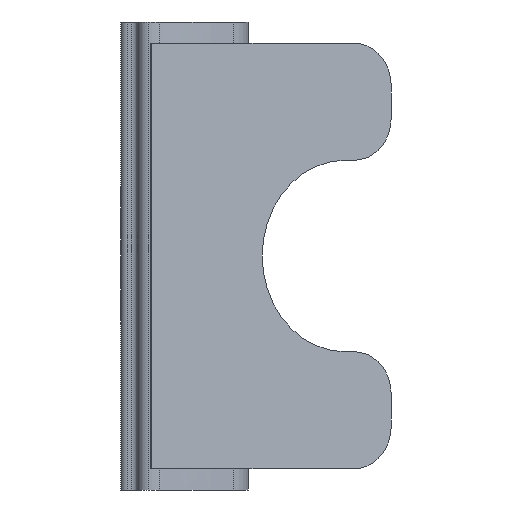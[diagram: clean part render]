
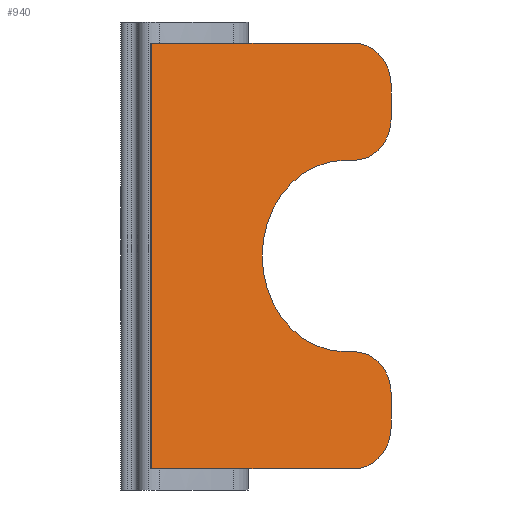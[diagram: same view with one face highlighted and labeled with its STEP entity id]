
A CAD part, left-side view. The second image highlights one B-rep face of the part: STEP entity #940.
In plain terms, the highlighted planar face has unit normal (-0.866, -0.5, 0).
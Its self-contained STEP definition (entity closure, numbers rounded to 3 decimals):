
#15 = VECTOR ( 'NONE', #696, 1000. ) ;
#21 = EDGE_CURVE ( 'NONE', #121, #165, #708, .T. ) ;
#38 = CARTESIAN_POINT ( 'NONE',  ( 0., -12.708, -10. ) ) ;
#40 = AXIS2_PLACEMENT_3D ( 'NONE', #1246, #1166, #1053 ) ;
#53 = DIRECTION ( 'NONE',  ( 0., 0., 1. ) ) ;
#78 = CARTESIAN_POINT ( 'NONE',  ( -1.25, -10.543, 4.5 ) ) ;
#81 = EDGE_CURVE ( 'NONE', #926, #531, #184, .T. ) ;
#83 = CARTESIAN_POINT ( 'NONE',  ( -6.5, -1.45, 10. ) ) ;
#89 = DIRECTION ( 'NONE',  ( 0.5, -0.866, 0. ) ) ;
#95 = CARTESIAN_POINT ( 'NONE',  ( -1., -10.976, 8. ) ) ;
#96 = VECTOR ( 'NONE', #727, 1000. ) ;
#103 = CARTESIAN_POINT ( 'NONE',  ( -1.25, -10.543, 0. ) ) ;
#110 = DIRECTION ( 'NONE',  ( -0.866, -0.5, 0. ) ) ;
#115 = DIRECTION ( 'NONE',  ( 0.5, -0.866, 0. ) ) ;
#121 = VERTEX_POINT ( 'NONE', #1272 ) ;
#133 = CARTESIAN_POINT ( 'NONE',  ( -1., -10.976, 10. ) ) ;
#142 = ORIENTED_EDGE ( 'NONE', *, *, #1077, .T. ) ;
#165 = VERTEX_POINT ( 'NONE', #363 ) ;
#184 = CIRCLE ( 'NONE', #1066, 4.5 ) ;
#192 = CARTESIAN_POINT ( 'NONE',  ( -1.25, -10.543, -4.5 ) ) ;
#198 = EDGE_CURVE ( 'NONE', #394, #348, #1482, .T. ) ;
#200 = VECTOR ( 'NONE', #1220, 1000. ) ;
#208 = EDGE_CURVE ( 'NONE', #348, #1386, #1045, .T. ) ;
#222 = ORIENTED_EDGE ( 'NONE', *, *, #1259, .F. ) ;
#234 = CARTESIAN_POINT ( 'NONE',  ( -6.5, -1.45, -10. ) ) ;
#249 = DIRECTION ( 'NONE',  ( 0.5, -0.866, 0. ) ) ;
#253 = DIRECTION ( 'NONE',  ( 0., 0., 1. ) ) ;
#262 = DIRECTION ( 'NONE',  ( -0.866, -0.5, 0. ) ) ;
#266 = EDGE_CURVE ( 'NONE', #530, #1076, #971, .T. ) ;
#269 = VERTEX_POINT ( 'NONE', #948 ) ;
#273 = DIRECTION ( 'NONE',  ( 0., 0., 1. ) ) ;
#275 = CARTESIAN_POINT ( 'NONE',  ( 0., -12.708, -4.5 ) ) ;
#276 = CARTESIAN_POINT ( 'NONE',  ( 0., -12.708, 8. ) ) ;
#324 = LINE ( 'NONE', #550, #15 ) ;
#348 = VERTEX_POINT ( 'NONE', #1081 ) ;
#363 = CARTESIAN_POINT ( 'NONE',  ( -1., -10.976, -10. ) ) ;
#365 = ORIENTED_EDGE ( 'NONE', *, *, #1247, .T. ) ;
#375 = DIRECTION ( 'NONE',  ( -0.866, -0.5, 0. ) ) ;
#387 = CIRCLE ( 'NONE', #1474, 2. ) ;
#394 = VERTEX_POINT ( 'NONE', #684 ) ;
#426 = VECTOR ( 'NONE', #249, 1000. ) ;
#436 = LINE ( 'NONE', #38, #1146 ) ;
#468 = DIRECTION ( 'NONE',  ( 0.5, -0.866, 0. ) ) ;
#471 = VERTEX_POINT ( 'NONE', #78 ) ;
#485 = ORIENTED_EDGE ( 'NONE', *, *, #1486, .T. ) ;
#498 = LINE ( 'NONE', #234, #529 ) ;
#529 = VECTOR ( 'NONE', #273, 1000. ) ;
#530 = VERTEX_POINT ( 'NONE', #83 ) ;
#531 = VERTEX_POINT ( 'NONE', #192 ) ;
#538 = CARTESIAN_POINT ( 'NONE',  ( -3.5, -6.646, 0. ) ) ;
#550 = CARTESIAN_POINT ( 'NONE',  ( 0., -12.708, 4.5 ) ) ;
#555 = PLANE ( 'NONE',  #952 ) ;
#562 = CARTESIAN_POINT ( 'NONE',  ( 0., -12.708, -10. ) ) ;
#579 = DIRECTION ( 'NONE',  ( -0.866, -0.5, 0. ) ) ;
#588 = DIRECTION ( 'NONE',  ( 0.5, -0.866, 0. ) ) ;
#634 = AXIS2_PLACEMENT_3D ( 'NONE', #103, #262, #89 ) ;
#651 = VERTEX_POINT ( 'NONE', #1315 ) ;
#653 = ORIENTED_EDGE ( 'NONE', *, *, #266, .F. ) ;
#684 = CARTESIAN_POINT ( 'NONE',  ( 0., -12.708, -8. ) ) ;
#696 = DIRECTION ( 'NONE',  ( -0.5, 0.866, 0. ) ) ;
#708 = LINE ( 'NONE', #1310, #426 ) ;
#712 = VERTEX_POINT ( 'NONE', #276 ) ;
#721 = CARTESIAN_POINT ( 'NONE',  ( 0., -12.708, 10. ) ) ;
#727 = DIRECTION ( 'NONE',  ( 0.5, -0.866, 0. ) ) ;
#756 = LINE ( 'NONE', #275, #200 ) ;
#796 = ORIENTED_EDGE ( 'NONE', *, *, #935, .F. ) ;
#802 = CARTESIAN_POINT ( 'NONE',  ( -1.25, -10.543, 0. ) ) ;
#872 = ORIENTED_EDGE ( 'NONE', *, *, #1298, .F. ) ;
#924 = ORIENTED_EDGE ( 'NONE', *, *, #208, .T. ) ;
#926 = VERTEX_POINT ( 'NONE', #538 ) ;
#935 = EDGE_CURVE ( 'NONE', #651, #471, #324, .T. ) ;
#940 = ADVANCED_FACE ( 'NONE', ( #1252 ), #555, .T. ) ;
#948 = CARTESIAN_POINT ( 'NONE',  ( 0., -12.708, 6.5 ) ) ;
#952 = AXIS2_PLACEMENT_3D ( 'NONE', #562, #579, #588 ) ;
#971 = LINE ( 'NONE', #721, #96 ) ;
#974 = CARTESIAN_POINT ( 'NONE',  ( -1., -10.976, -4.5 ) ) ;
#996 = CIRCLE ( 'NONE', #1109, 2. ) ;
#1013 = CARTESIAN_POINT ( 'NONE',  ( -1., -10.976, -8. ) ) ;
#1022 = DIRECTION ( 'NONE',  ( -0.866, -0.5, 0. ) ) ;
#1027 = DIRECTION ( 'NONE',  ( 0.5, -0.866, 0. ) ) ;
#1036 = VECTOR ( 'NONE', #253, 1000. ) ;
#1045 = CIRCLE ( 'NONE', #40, 2. ) ;
#1053 = DIRECTION ( 'NONE',  ( 0.5, -0.866, 0. ) ) ;
#1066 = AXIS2_PLACEMENT_3D ( 'NONE', #802, #375, #468 ) ;
#1076 = VERTEX_POINT ( 'NONE', #133 ) ;
#1077 = EDGE_CURVE ( 'NONE', #269, #712, #436, .T. ) ;
#1081 = CARTESIAN_POINT ( 'NONE',  ( 0., -12.708, -6.5 ) ) ;
#1109 = AXIS2_PLACEMENT_3D ( 'NONE', #1013, #1022, #1027 ) ;
#1139 = CIRCLE ( 'NONE', #1193, 2. ) ;
#1141 = EDGE_LOOP ( 'NONE', ( #142, #485, #653, #872, #1180, #1301, #1423, #924, #1363, #1280, #222, #796, #365 ) ) ;
#1146 = VECTOR ( 'NONE', #53, 1000. ) ;
#1166 = DIRECTION ( 'NONE',  ( -0.866, -0.5, 0. ) ) ;
#1180 = ORIENTED_EDGE ( 'NONE', *, *, #21, .T. ) ;
#1193 = AXIS2_PLACEMENT_3D ( 'NONE', #1493, #1495, #1448 ) ;
#1220 = DIRECTION ( 'NONE',  ( 0.5, -0.866, 0. ) ) ;
#1246 = CARTESIAN_POINT ( 'NONE',  ( -1., -10.976, -6.5 ) ) ;
#1247 = EDGE_CURVE ( 'NONE', #651, #269, #1139, .T. ) ;
#1250 = CARTESIAN_POINT ( 'NONE',  ( 0., -12.708, -10. ) ) ;
#1252 = FACE_OUTER_BOUND ( 'NONE', #1141, .T. ) ;
#1259 = EDGE_CURVE ( 'NONE', #471, #926, #1484, .T. ) ;
#1272 = CARTESIAN_POINT ( 'NONE',  ( -6.5, -1.45, -10. ) ) ;
#1280 = ORIENTED_EDGE ( 'NONE', *, *, #81, .F. ) ;
#1298 = EDGE_CURVE ( 'NONE', #121, #530, #498, .T. ) ;
#1301 = ORIENTED_EDGE ( 'NONE', *, *, #1390, .T. ) ;
#1310 = CARTESIAN_POINT ( 'NONE',  ( 0., -12.708, -10. ) ) ;
#1313 = EDGE_CURVE ( 'NONE', #531, #1386, #756, .T. ) ;
#1315 = CARTESIAN_POINT ( 'NONE',  ( -1., -10.976, 4.5 ) ) ;
#1363 = ORIENTED_EDGE ( 'NONE', *, *, #1313, .F. ) ;
#1386 = VERTEX_POINT ( 'NONE', #974 ) ;
#1390 = EDGE_CURVE ( 'NONE', #165, #394, #996, .T. ) ;
#1423 = ORIENTED_EDGE ( 'NONE', *, *, #198, .T. ) ;
#1448 = DIRECTION ( 'NONE',  ( 0.5, -0.866, 0. ) ) ;
#1474 = AXIS2_PLACEMENT_3D ( 'NONE', #95, #110, #115 ) ;
#1482 = LINE ( 'NONE', #1250, #1036 ) ;
#1484 = CIRCLE ( 'NONE', #634, 4.5 ) ;
#1486 = EDGE_CURVE ( 'NONE', #712, #1076, #387, .T. ) ;
#1493 = CARTESIAN_POINT ( 'NONE',  ( -1., -10.976, 6.5 ) ) ;
#1495 = DIRECTION ( 'NONE',  ( -0.866, -0.5, 0. ) ) ;
